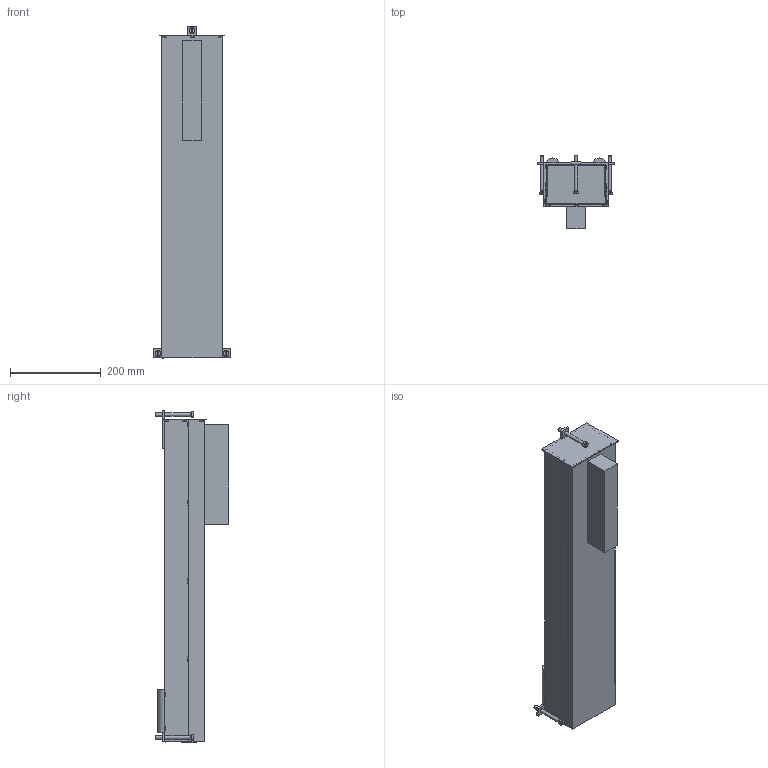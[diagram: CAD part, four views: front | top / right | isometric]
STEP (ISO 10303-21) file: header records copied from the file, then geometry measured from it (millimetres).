
FILE_DESCRIPTION(/* description */ (''),/* implementation_level */ '2;1');
FILE_NAME(/* name */ 'BWC 55-740-5-T Komplett utsparingsboks med trau.stp',/* time_stamp */ '2018-06-21T10:45:07+02:00',/* author */ ('sbter'),/* organization */ (''),/* preprocessor_version */ 'ST-DEVELOPER v17',/* originating_system */ 'Autodesk Inventor 2018',/* authorisation */ '');
FILE_SCHEMA (('AUTOMOTIVE_DESIGN { 1 0 10303 214 3 1 1 }'));
Length unit declared in the file: millimetre
Products named in the file (10): BWC 55-740-5-T Komplett utsparingsboks med trau; BWC 55-740-5-T Komplett utsparingsboks med trau_1; BWC 55-740-5-T-1; BWC 55-740-5-T-2; BWC 55-740-5-T-3; BWC 55-740-5-T-4; BWC 50 light-5-T-6 Flattstål med gjenger; BWC 50 light-5-T-7 Halvt flattstål med gjenger; BWC 50 light-5-T-8 Skum kloss; DIN 84 - M8 x 80
Assembly tree (12 placements, depth 2):
  BWC 55-740-5-T Komplett utsparingsboks med trau
    BWC 55-740-5-T Komplett utsparingsboks med trau_1
    BWC 55-740-5-T-1
    BWC 55-740-5-T-2
    BWC 55-740-5-T-3
    BWC 55-740-5-T-4  x2
    BWC 50 light-5-T-6 Flattstål med gjenger
    BWC 50 light-5-T-7 Halvt flattstål med gjenger
    BWC 50 light-5-T-8 Skum kloss
    DIN 84 - M8 x 80  x3
Bounding box: 170 x 162 x 732 mm (x, y, z)
Volume: 2011782.3 mm3; surface area: 813836.2 mm2
Topology: 40 solids, 40 shells, 255 faces, 522 edges, 350 vertices
Faces by surface type: plane 221, cylinder 18, cone 9, torus 6, bspline 1
Full cylindrical faces by diameter (mm): 7.323 x3, 8 x6, 10 x3
Entity records: 6147 total; most frequent: CARTESIAN_POINT 1060, DIRECTION 964, ORIENTED_EDGE 892, EDGE_CURVE 446, LINE 396, VECTOR 396, VERTEX_POINT 298, AXIS2_PLACEMENT_3D 284
